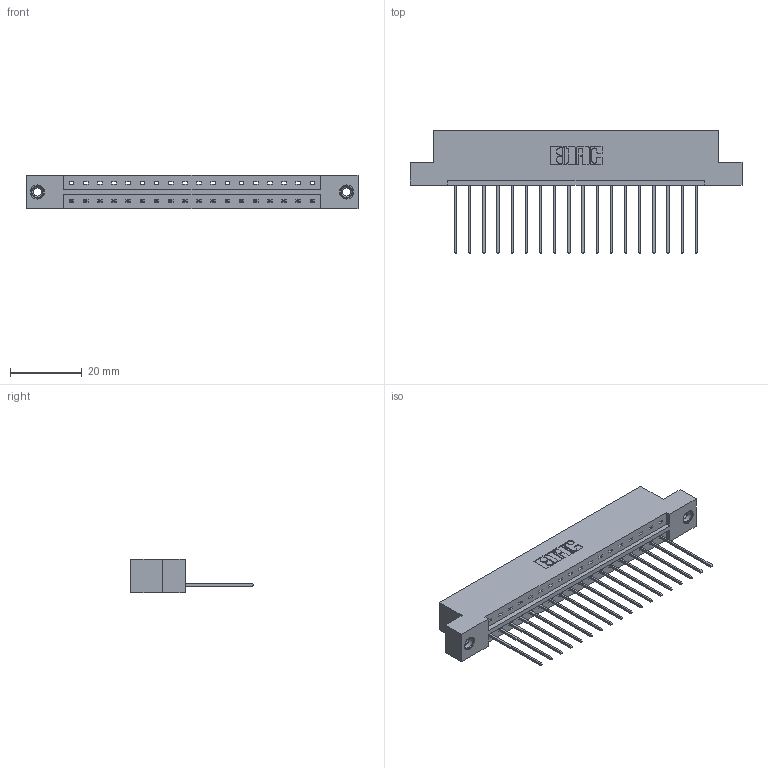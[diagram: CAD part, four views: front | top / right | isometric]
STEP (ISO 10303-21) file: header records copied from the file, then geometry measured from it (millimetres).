
FILE_DESCRIPTION (( 'STEP AP203' ), '1' );
FILE_NAME ('333-018-541-108.STEP', '2019-08-09T13:27:57', ( '' ), ( '' ), 'SwSTEP 2.0', 'SolidWorks 2016', '' );
FILE_SCHEMA (( 'CONFIG_CONTROL_DESIGN' ));
Length unit declared in the file: inch
Products named in the file (4): 333-018-541-108; 333 Part_Flush - .156 Dia - TI; 345-292-001_345-293-141; 345-250-001_345-250-003-102
Assembly tree (21 placements, depth 2):
  333-018-541-108
    333 Part_Flush - .156 Dia - TI
    345-292-001_345-293-141  x18
    345-250-001_345-250-003-102  x2
Bounding box: 92.86 x 34.3 x 9.4 mm (x, y, z)
Volume: 9191.1 mm3; surface area: 10178 mm2
Topology: 21 solids, 21 shells, 1218 faces, 3615 edges, 2378 vertices
Faces by surface type: plane 858, cylinder 344, cone 12, torus 4
Entity records: 15312 total; most frequent: CARTESIAN_POINT 2627, ORIENTED_EDGE 2574, DIRECTION 2297, EDGE_CURVE 1287, LINE 1139, VECTOR 1139, VERTEX_POINT 852, AXIS2_PLACEMENT_3D 579
